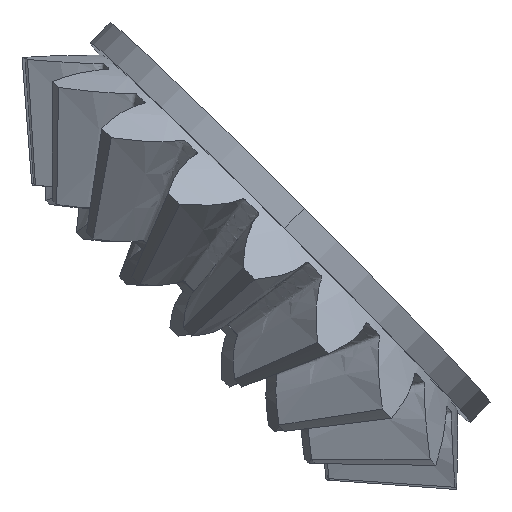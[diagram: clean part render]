
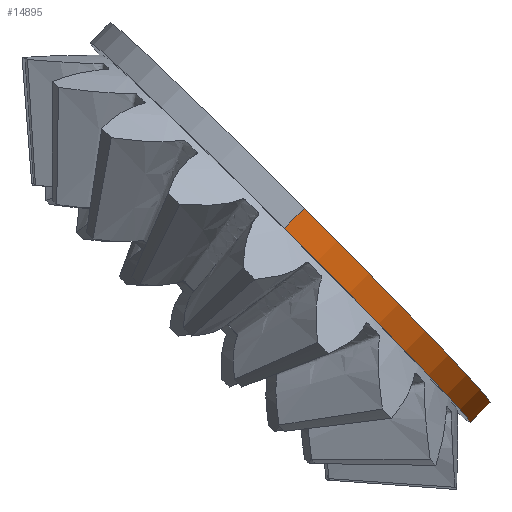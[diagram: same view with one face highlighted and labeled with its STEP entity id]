
A CAD part, left-side view. The second image highlights one B-rep face of the part: STEP entity #14895.
In plain terms, the highlighted cylindrical face has radius 38 mm (diameter 76 mm), a partial arc.
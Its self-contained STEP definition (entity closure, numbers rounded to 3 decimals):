
#1592=CARTESIAN_POINT('',(-0.797,25.09,
-25.102));
#1593=DIRECTION('',(0.022,-0.707,0.707));
#1594=DIRECTION('',(-1.,-0.016,0.016));
#1595=AXIS2_PLACEMENT_3D('',#1592,#1593,#1594);
#1597=DIRECTION('',(-0.022,0.707,-0.707));
#1598=VECTOR('',#1597,4.);
#1599=CARTESIAN_POINT('',(37.283,22.866,-22.877));
#1600=LINE('',#1599,#1598);
#1606=CARTESIAN_POINT('',(-0.707,22.263,
-22.274));
#1607=DIRECTION('',(0.022,-0.707,0.707));
#1608=DIRECTION('',(-1.,-0.016,0.016));
#1609=AXIS2_PLACEMENT_3D('',#1606,#1607,#1608);
#4005=DIRECTION('',(-0.022,0.707,-0.707));
#4006=VECTOR('',#4005,4.);
#4007=CARTESIAN_POINT('',(-38.698,21.659,
-21.67));
#4008=LINE('',#4007,#4006);
#11271=CARTESIAN_POINT('',(37.283,22.866,
-22.877));
#11272=CARTESIAN_POINT('',(-38.698,21.659,
-21.67));
#11273=VERTEX_POINT('',#11271);
#11274=VERTEX_POINT('',#11272);
#11275=CARTESIAN_POINT('',(37.193,25.693,
-25.706));
#11276=CARTESIAN_POINT('',(-38.787,24.486,
-24.499));
#11277=VERTEX_POINT('',#11275);
#11278=VERTEX_POINT('',#11276);
#14884=CARTESIAN_POINT('',(-0.707,22.263,
-22.274));
#14885=DIRECTION('',(0.022,-0.707,0.707));
#14886=DIRECTION('',(1.,0.016,-0.016));
#14887=AXIS2_PLACEMENT_3D('',#14884,#14885,#14886);
#14888=CYLINDRICAL_SURFACE('',#14887,38.);
#14889=ORIENTED_EDGE('',*,*,#13737,.T.);
#14890=ORIENTED_EDGE('',*,*,#13726,.T.);
#14891=ORIENTED_EDGE('',*,*,#13706,.F.);
#14892=ORIENTED_EDGE('',*,*,#13723,.F.);
#14893=EDGE_LOOP('',(#14889,#14890,#14891,#14892));
#14894=FACE_OUTER_BOUND('',#14893,.F.);
#14895=ADVANCED_FACE('',(#14894),#14888,.T.);
#1596=CIRCLE('',#1595,38.);
#1610=CIRCLE('',#1609,38.);
#13706=EDGE_CURVE('',#11278,#11277,#1596,.T.);
#13723=EDGE_CURVE('',#11274,#11278,#4008,.T.);
#13726=EDGE_CURVE('',#11273,#11277,#1600,.T.);
#13737=EDGE_CURVE('',#11274,#11273,#1610,.T.);
